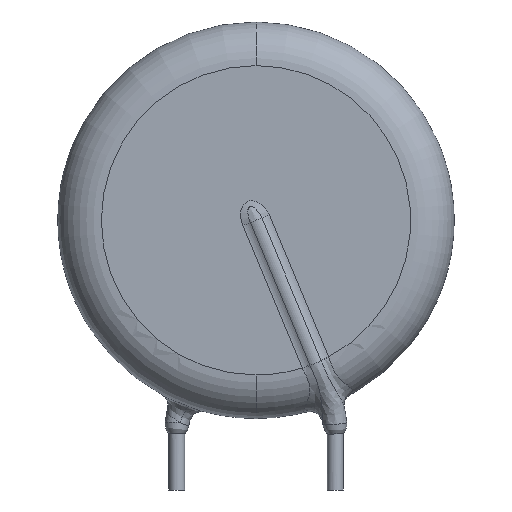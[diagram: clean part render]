
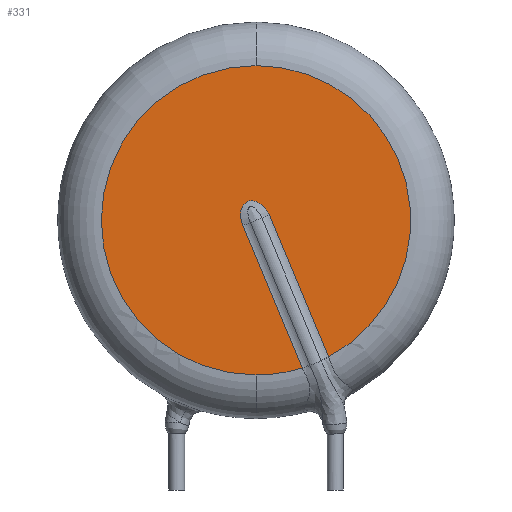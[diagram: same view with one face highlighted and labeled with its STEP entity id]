
A CAD part, front view. The second image highlights one B-rep face of the part: STEP entity #331.
In plain terms, the highlighted planar face has unit normal (0, -1, 0).
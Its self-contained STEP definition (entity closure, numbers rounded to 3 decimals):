
#12 = CARTESIAN_POINT ( 'NONE',  ( 2.907, -2.75, 4.193 ) ) ;
#260 = ORIENTED_EDGE ( 'NONE', *, *, #12142, .F. ) ;
#294 = CARTESIAN_POINT ( 'NONE',  ( 0., -2.75, 3.75 ) ) ;
#331 = ADVANCED_FACE ( 'NONE', ( #10132 ), #3818, .F. ) ;
#401 = CARTESIAN_POINT ( 'NONE',  ( 0., -2.75, 13.5 ) ) ;
#508 = VERTEX_POINT ( 'NONE', #6798 ) ;
#583 = CARTESIAN_POINT ( 'NONE',  ( 0.704, -2.75, 14.106 ) ) ;
#674 = DIRECTION ( 'NONE',  ( 0., 1., 0. ) ) ;
#826 = CARTESIAN_POINT ( 'NONE',  ( 0.193, -2.75, 14.61 ) ) ;
#1028 = CARTESIAN_POINT ( 'NONE',  ( 0.832, -2.75, 13.847 ) ) ;
#1224 = VERTEX_POINT ( 'NONE', #12 ) ;
#1569 = DIRECTION ( 'NONE',  ( 0., 0., 1. ) ) ;
#1910 = CARTESIAN_POINT ( 'NONE',  ( 0.427, -2.75, 14.439 ) ) ;
#2014 = AXIS2_PLACEMENT_3D ( 'NONE', #12342, #674, #3272 ) ;
#2092 = VERTEX_POINT ( 'NONE', #294 ) ;
#2113 = CIRCLE ( 'NONE', #10740, 9.75 ) ;
#2236 = ORIENTED_EDGE ( 'NONE', *, *, #2313, .T. ) ;
#2313 = EDGE_CURVE ( 'NONE', #1224, #508, #2615, .T. ) ;
#2452 = VERTEX_POINT ( 'NONE', #3200 ) ;
#2615 = LINE ( 'NONE', #14045, #11709 ) ;
#2658 = DIRECTION ( 'NONE',  ( 0., 0., 1. ) ) ;
#3200 = CARTESIAN_POINT ( 'NONE',  ( 4.57, -2.75, 4.888 ) ) ;
#3264 = CARTESIAN_POINT ( 'NONE',  ( -0.981, -2.75, 13.855 ) ) ;
#3272 = DIRECTION ( 'NONE',  ( 0., 0., 1. ) ) ;
#3818 = PLANE ( 'NONE',  #14347 ) ;
#4124 = EDGE_CURVE ( 'NONE', #10102, #2452, #7991, .T. ) ;
#4314 = AXIS2_PLACEMENT_3D ( 'NONE', #401, #6742, #1569 ) ;
#4553 = CARTESIAN_POINT ( 'NONE',  ( 0.528, -2.75, 14.337 ) ) ;
#4914 = DIRECTION ( 'NONE',  ( -0.385, 0., 0.923 ) ) ;
#5731 = CARTESIAN_POINT ( 'NONE',  ( 0.832, -2.75, 13.847 ) ) ;
#6742 = DIRECTION ( 'NONE',  ( 0., 1., 0. ) ) ;
#6798 = CARTESIAN_POINT ( 'NONE',  ( -0.832, -2.75, 13.153 ) ) ;
#6995 = CARTESIAN_POINT ( 'NONE',  ( -0.643, -2.75, 14.633 ) ) ;
#7237 = CARTESIAN_POINT ( 'NONE',  ( -0.906, -2.75, 14.283 ) ) ;
#7349 = ORIENTED_EDGE ( 'NONE', *, *, #12200, .F. ) ;
#7402 = B_SPLINE_CURVE_WITH_KNOTS ( 'NONE', 3,
 ( #16056, #9512, #9583, #13671, #3264, #11157, #7237, #9747, #6995, #9826, #14614, #14704, #826, #1910, #4553, #583, #13340, #5731 ),
 .UNSPECIFIED., .F., .F.,
 ( 4, 2, 2, 2, 2, 2, 2, 2, 4 ),
 ( 0., 0., 0.001, 0.001, 0.002, 0.002, 0.003, 0.003, 0.003 ),
 .UNSPECIFIED. ) ;
#7961 = VERTEX_POINT ( 'NONE', #10180 ) ;
#7991 = LINE ( 'NONE', #1028, #10593 ) ;
#7998 = ORIENTED_EDGE ( 'NONE', *, *, #11602, .T. ) ;
#8021 = EDGE_LOOP ( 'NONE', ( #10523, #2236, #7998, #16531, #260, #7349 ) ) ;
#8947 = DIRECTION ( 'NONE',  ( 0., 0., 1. ) ) ;
#9460 = EDGE_CURVE ( 'NONE', #1224, #2092, #15750, .T. ) ;
#9512 = CARTESIAN_POINT ( 'NONE',  ( -0.888, -2.75, 13.287 ) ) ;
#9583 = CARTESIAN_POINT ( 'NONE',  ( -0.928, -2.75, 13.425 ) ) ;
#9747 = CARTESIAN_POINT ( 'NONE',  ( -0.754, -2.75, 14.532 ) ) ;
#9826 = CARTESIAN_POINT ( 'NONE',  ( -0.372, -2.75, 14.74 ) ) ;
#10102 = VERTEX_POINT ( 'NONE', #13972 ) ;
#10132 = FACE_OUTER_BOUND ( 'NONE', #8021, .T. ) ;
#10180 = CARTESIAN_POINT ( 'NONE',  ( 0., -2.75, 23.25 ) ) ;
#10523 = ORIENTED_EDGE ( 'NONE', *, *, #9460, .F. ) ;
#10593 = VECTOR ( 'NONE', #12714, 1000. ) ;
#10740 = AXIS2_PLACEMENT_3D ( 'NONE', #11576, #12504, #2658 ) ;
#11157 = CARTESIAN_POINT ( 'NONE',  ( -0.947, -2.75, 14.141 ) ) ;
#11576 = CARTESIAN_POINT ( 'NONE',  ( 0., -2.75, 13.5 ) ) ;
#11602 = EDGE_CURVE ( 'NONE', #508, #10102, #7402, .T. ) ;
#11709 = VECTOR ( 'NONE', #4914, 1000. ) ;
#12142 = EDGE_CURVE ( 'NONE', #7961, #2452, #2113, .T. ) ;
#12200 = EDGE_CURVE ( 'NONE', #2092, #7961, #13136, .T. ) ;
#12342 = CARTESIAN_POINT ( 'NONE',  ( 0., -2.75, 13.5 ) ) ;
#12504 = DIRECTION ( 'NONE',  ( 0., 1., 0. ) ) ;
#12714 = DIRECTION ( 'NONE',  ( 0.385, 0., -0.923 ) ) ;
#13136 = CIRCLE ( 'NONE', #4314, 9.75 ) ;
#13340 = CARTESIAN_POINT ( 'NONE',  ( 0.776, -2.75, 13.981 ) ) ;
#13671 = CARTESIAN_POINT ( 'NONE',  ( -0.975, -2.75, 13.709 ) ) ;
#13878 = DIRECTION ( 'NONE',  ( 0., 1., 0. ) ) ;
#13972 = CARTESIAN_POINT ( 'NONE',  ( 0.832, -2.75, 13.847 ) ) ;
#14045 = CARTESIAN_POINT ( 'NONE',  ( -0.832, -2.75, 13.153 ) ) ;
#14135 = CARTESIAN_POINT ( 'NONE',  ( 0., -2.75, 13.5 ) ) ;
#14347 = AXIS2_PLACEMENT_3D ( 'NONE', #14135, #13878, #8947 ) ;
#14614 = CARTESIAN_POINT ( 'NONE',  ( -0.221, -2.75, 14.744 ) ) ;
#14704 = CARTESIAN_POINT ( 'NONE',  ( 0.062, -2.75, 14.677 ) ) ;
#15750 = CIRCLE ( 'NONE', #2014, 9.75 ) ;
#16056 = CARTESIAN_POINT ( 'NONE',  ( -0.832, -2.75, 13.153 ) ) ;
#16531 = ORIENTED_EDGE ( 'NONE', *, *, #4124, .T. ) ;
